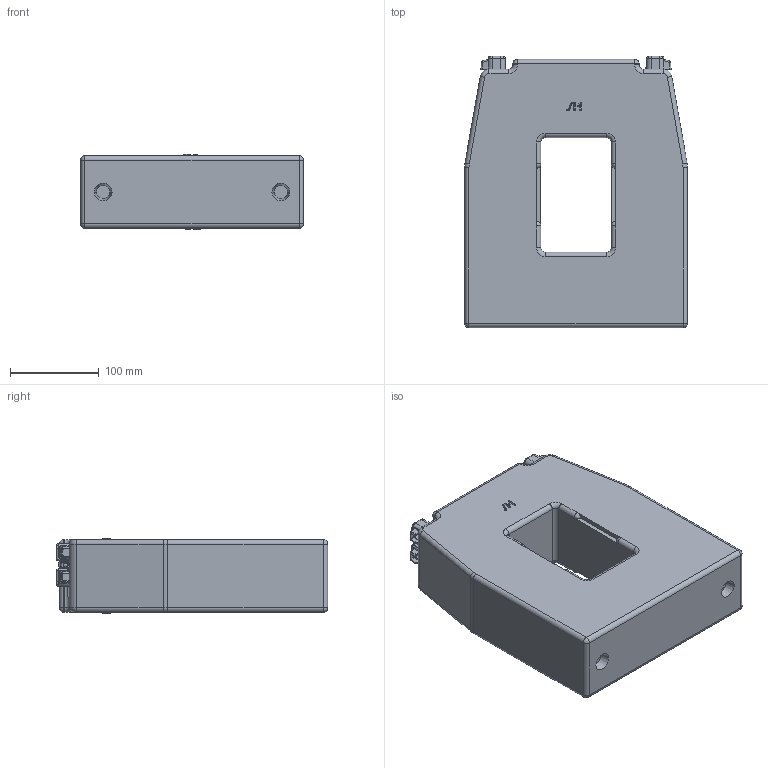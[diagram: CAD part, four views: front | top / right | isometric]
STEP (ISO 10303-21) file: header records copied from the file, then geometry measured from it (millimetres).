
FILE_DESCRIPTION (( 'STEP AP203' ), '1' );
FILE_NAME ('ÒØË-0,66-I (4000-5000) À.STEP', '2018-05-16T09:39:37', ( '' ), ( '' ), 'SwSTEP 2.0', 'SolidWorks 2010', '' );
FILE_SCHEMA (( 'CONFIG_CONTROL_DESIGN' ));
Length unit declared in the file: millimetre
Products named in the file (1): ﾒﾘﾋ-0,66-I (4000-5000) ﾀ
Bounding box: 251 x 305.5 x 85 mm (x, y, z)
Surface area: 249276.4 mm2 (no closed solid volume)
Topology: 0 solids, 5 shells, 524 faces, 1576 edges, 996 vertices
Faces by surface type: cylinder 149, plane 142, bspline 126, cone 47, sphere 36, torus 24
Entity records: 20916 total; most frequent: CARTESIAN_POINT 8278, ORIENTED_EDGE 2705, DIRECTION 2374, EDGE_CURVE 1554, VERTEX_POINT 996, AXIS2_PLACEMENT_3D 882, VECTOR 610, LINE 610
